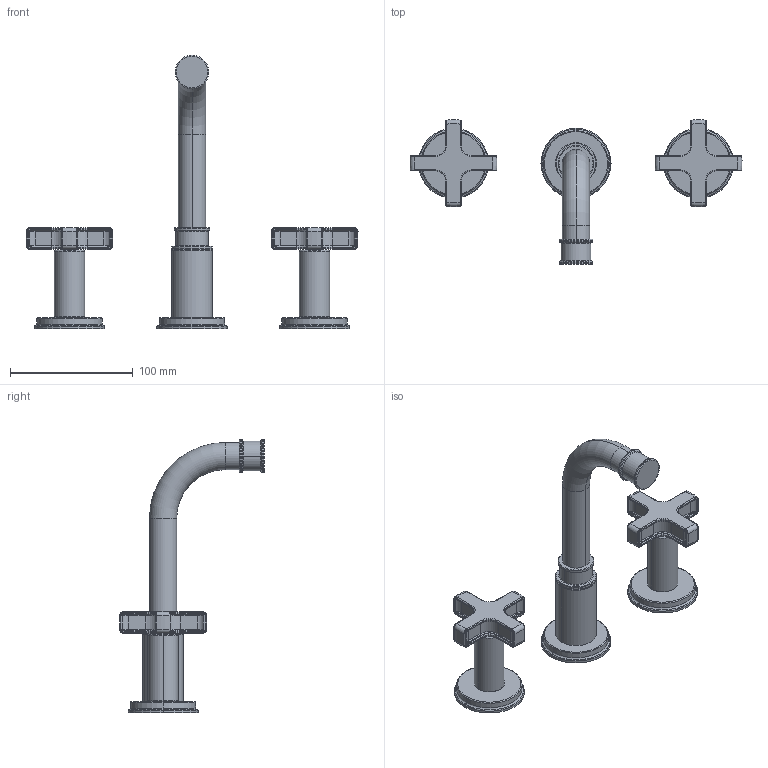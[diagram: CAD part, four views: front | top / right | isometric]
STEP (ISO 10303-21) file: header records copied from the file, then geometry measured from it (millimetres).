
FILE_DESCRIPTION((''),'2;1');
FILE_NAME('3-3281_SW0001','2020-12-01T08:30:17',('rsmith'),(''),'CREO PARAMETRIC BY PTC INC, 2018400','CREO PARAMETRIC BY PTC INC, 2018400','');
FILE_SCHEMA(('AUTOMOTIVE_DESIGN { 1 0 10303 214 1 1 1 1 }'));
Length unit declared in the file: inch
Products named in the file (1): 3-3281_SW0001
Bounding box: 271.02 x 118.31 x 223.27 mm (x, y, z)
Volume: 297049.6 mm3; surface area: 66685.9 mm2
Topology: 3 solids, 3 shells, 505 faces, 1128 edges, 642 vertices
Faces by surface type: cylinder 218, torus 152, plane 67, bspline 64, cone 4
Entity records: 25555 total; most frequent: CARTESIAN_POINT 7293, DIRECTION 2516, ORIENTED_EDGE 2256, PRESENTATION_STYLE_ASSIGNMENT 1636, STYLED_ITEM 1131, CURVE_STYLE 1128, EDGE_CURVE 1128, AXIS2_PLACEMENT_3D 1075
